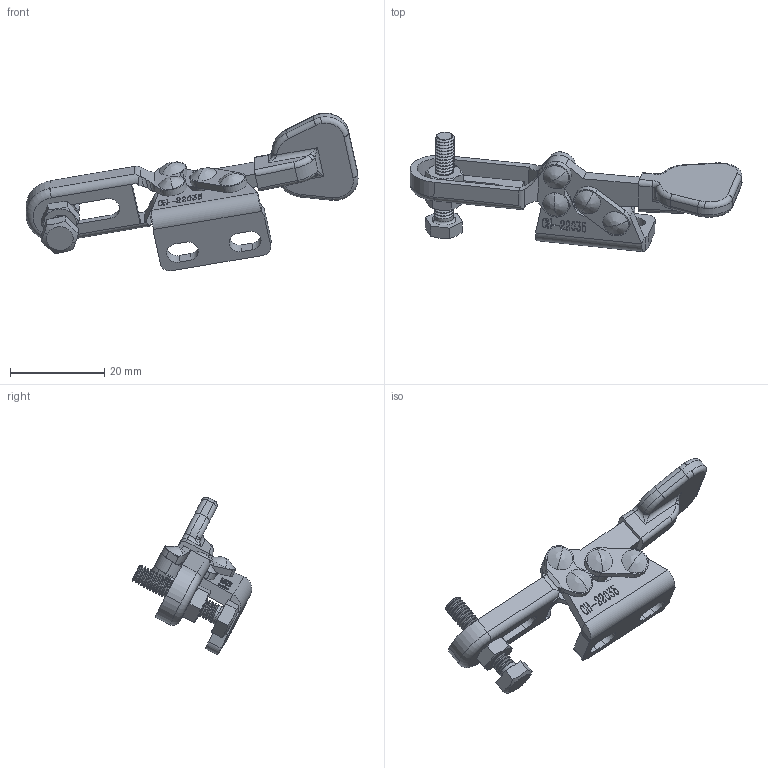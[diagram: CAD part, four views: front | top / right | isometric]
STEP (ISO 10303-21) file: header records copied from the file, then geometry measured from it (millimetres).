
FILE_DESCRIPTION (( 'STEP AP203' ), '1' );
FILE_NAME ('CH-22035.STEP', '2017-11-17T07:43:36', ( 'Windows' ), ( 'Microsoft' ), 'SwSTEP 2.0', 'SolidWorks 2015', '' );
FILE_SCHEMA (( 'CONFIG_CONTROL_DESIGN' ));
Length unit declared in the file: millimetre
Products named in the file (8): CH-SA-08034 Nut; CH-SA-08034 SPINDLE SUPPLIED; CH-22005-02 HIGH BAR; CH-22035 dz; CH-22035; CH-22005-03 HANDLE; CH-22005-04 CONNECTING-PLATE; CH-22005-05
Assembly tree (12 placements, depth 2):
  CH-22035
    CH-22005-03 HANDLE
    CH-22005-04 CONNECTING-PLATE  x2
    CH-22005-05  x4
    CH-SA-08034 Nut  x2
    CH-SA-08034 SPINDLE SUPPLIED
    CH-22005-02 HIGH BAR
    CH-22035 dz
Bounding box: 70.34 x 25.33 x 33.44 mm (x, y, z)
Volume: 4516 mm3; surface area: 5907.5 mm2
Topology: 12 solids, 13 shells, 787 faces, 2126 edges, 1375 vertices
Faces by surface type: plane 331, bspline 195, cylinder 189, torus 41, cone 31
Entity records: 34299 total; most frequent: CARTESIAN_POINT 17054, ORIENTED_EDGE 3842, DIRECTION 2665, EDGE_CURVE 1921, VERTEX_POINT 1261, VECTOR 1127, LINE 1127, AXIS2_PLACEMENT_3D 769
